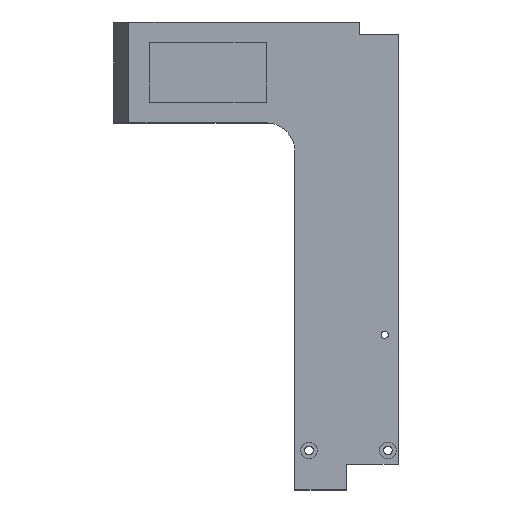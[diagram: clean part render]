
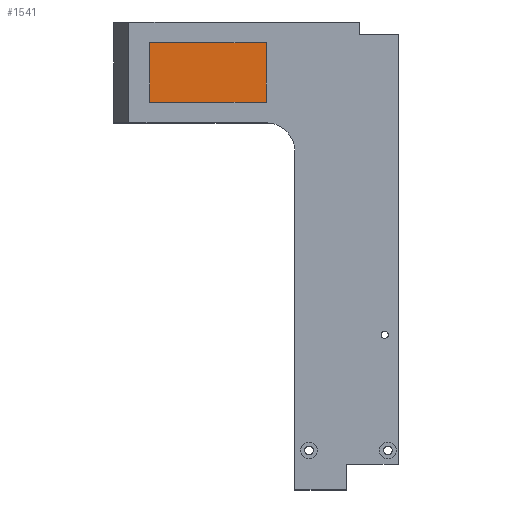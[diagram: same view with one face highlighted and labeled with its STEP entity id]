
A CAD part, top view. The second image highlights one B-rep face of the part: STEP entity #1541.
In plain terms, the highlighted face is planar.
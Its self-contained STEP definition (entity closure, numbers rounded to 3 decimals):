
#17 = CARTESIAN_POINT ( 'NONE',  ( -65.508, 3., 21.289 ) ) ;
#135 = EDGE_CURVE ( 'NONE', #1476, #924, #2014, .T. ) ;
#227 = VECTOR ( 'NONE', #3456, 1000. ) ;
#308 = FACE_OUTER_BOUND ( 'NONE', #1824, .T. ) ;
#320 = CARTESIAN_POINT ( 'NONE',  ( -96.141, 16.384, 21.289 ) ) ;
#378 = EDGE_CURVE ( 'NONE', #1923, #2035, #1039, .T. ) ;
#441 = ORIENTED_EDGE ( 'NONE', *, *, #378, .F. ) ;
#466 = DIRECTION ( 'NONE',  ( 0., -1., 0. ) ) ;
#555 = DIRECTION ( 'NONE',  ( 0., -1., 0. ) ) ;
#590 = DIRECTION ( 'NONE',  ( 1., 0., 0. ) ) ;
#598 = DIRECTION ( 'NONE',  ( -1., 0., 0. ) ) ;
#653 = EDGE_CURVE ( 'NONE', #1670, #2289, #1532, .T. ) ;
#849 = ORIENTED_EDGE ( 'NONE', *, *, #653, .F. ) ;
#860 = CARTESIAN_POINT ( 'NONE',  ( -96.141, 52.774, 21.289 ) ) ;
#873 = CARTESIAN_POINT ( 'NONE',  ( -47.243, 3., 21.289 ) ) ;
#924 = VERTEX_POINT ( 'NONE', #3747 ) ;
#1037 = VECTOR ( 'NONE', #1208, 1000. ) ;
#1039 = LINE ( 'NONE', #2779, #3678 ) ;
#1208 = DIRECTION ( 'NONE',  ( -1., 0., 0. ) ) ;
#1213 = ORIENTED_EDGE ( 'NONE', *, *, #135, .T. ) ;
#1329 = VECTOR ( 'NONE', #2942, 1000. ) ;
#1407 = CARTESIAN_POINT ( 'NONE',  ( -47.243, 34., 21.289 ) ) ;
#1476 = VERTEX_POINT ( 'NONE', #873 ) ;
#1532 = LINE ( 'NONE', #2662, #1037 ) ;
#1541 = ADVANCED_FACE ( 'NONE', ( #308 ), #2050, .T. ) ;
#1588 = VECTOR ( 'NONE', #598, 1000. ) ;
#1670 = VERTEX_POINT ( 'NONE', #2212 ) ;
#1792 = CARTESIAN_POINT ( 'NONE',  ( -96.141, 26., 21.289 ) ) ;
#1824 = EDGE_LOOP ( 'NONE', ( #2246, #849, #2735, #1213, #3710, #441 ) ) ;
#1923 = VERTEX_POINT ( 'NONE', #320 ) ;
#2014 = LINE ( 'NONE', #17, #1588 ) ;
#2035 = VERTEX_POINT ( 'NONE', #2162 ) ;
#2050 = PLANE ( 'NONE',  #3526 ) ;
#2071 = DIRECTION ( 'NONE',  ( 0., 0., -1. ) ) ;
#2162 = CARTESIAN_POINT ( 'NONE',  ( -96.141, 12.616, 21.289 ) ) ;
#2212 = CARTESIAN_POINT ( 'NONE',  ( -47.243, 26., 21.289 ) ) ;
#2246 = ORIENTED_EDGE ( 'NONE', *, *, #3470, .F. ) ;
#2289 = VERTEX_POINT ( 'NONE', #1792 ) ;
#2313 = LINE ( 'NONE', #1407, #1329 ) ;
#2316 = EDGE_CURVE ( 'NONE', #1670, #1476, #2313, .T. ) ;
#2662 = CARTESIAN_POINT ( 'NONE',  ( -65.508, 26., 21.289 ) ) ;
#2735 = ORIENTED_EDGE ( 'NONE', *, *, #2316, .T. ) ;
#2779 = CARTESIAN_POINT ( 'NONE',  ( -96.141, 52.774, 21.289 ) ) ;
#2913 = LINE ( 'NONE', #860, #227 ) ;
#2942 = DIRECTION ( 'NONE',  ( 0., -1., 0. ) ) ;
#3126 = EDGE_CURVE ( 'NONE', #2035, #924, #2913, .T. ) ;
#3218 = CARTESIAN_POINT ( 'NONE',  ( -92.195, 34., 21.289 ) ) ;
#3346 = VECTOR ( 'NONE', #555, 1000. ) ;
#3456 = DIRECTION ( 'NONE',  ( 0., -1., 0. ) ) ;
#3470 = EDGE_CURVE ( 'NONE', #2289, #1923, #3792, .T. ) ;
#3515 = CARTESIAN_POINT ( 'NONE',  ( -96.141, 52.774, 21.289 ) ) ;
#3526 = AXIS2_PLACEMENT_3D ( 'NONE', #3218, #2071, #590 ) ;
#3678 = VECTOR ( 'NONE', #466, 1000. ) ;
#3710 = ORIENTED_EDGE ( 'NONE', *, *, #3126, .F. ) ;
#3747 = CARTESIAN_POINT ( 'NONE',  ( -96.141, 3., 21.289 ) ) ;
#3792 = LINE ( 'NONE', #3515, #3346 ) ;
